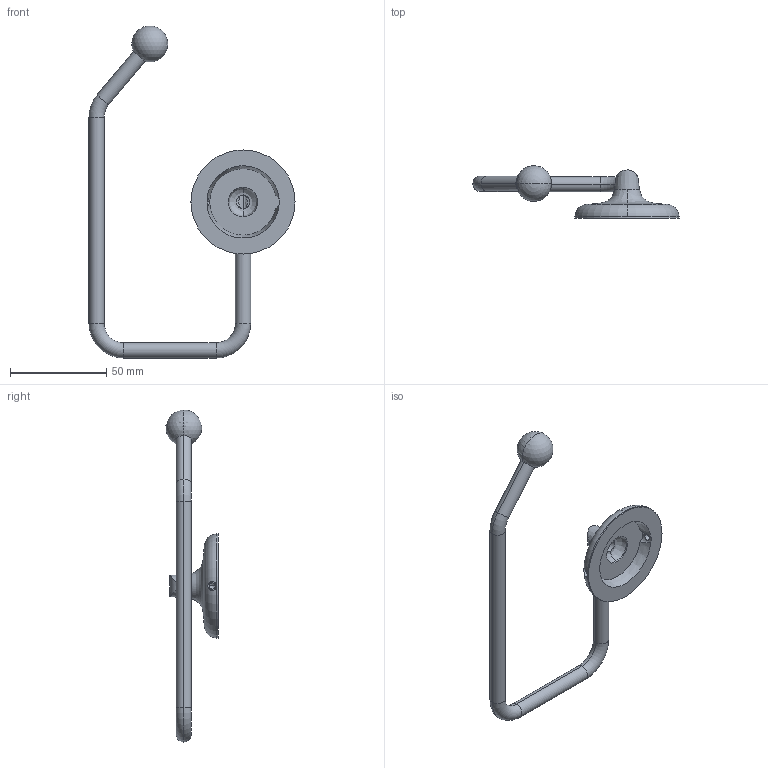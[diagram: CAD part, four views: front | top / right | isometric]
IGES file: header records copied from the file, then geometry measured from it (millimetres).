
Global section: file name: No Iges File Name specified; native system: Autodesk Inventor 2010; preprocessor: AutoDesk Inventor Iges Exporter R2010; author: adaniels; date: 20101008.142553; units: millimetre
Bounding box: 106.95 x 27 x 172.27 mm (x, y, z)
Volume: 18636.7 mm3; surface area: 21301.9 mm2
Topology: 1 solids, 1 shells, 68 faces, 170 edges, 101 vertices
Faces by surface type: revolution 32, cylinder 11, torus 8, bspline 6, cone 4, plane 4, sphere 3
